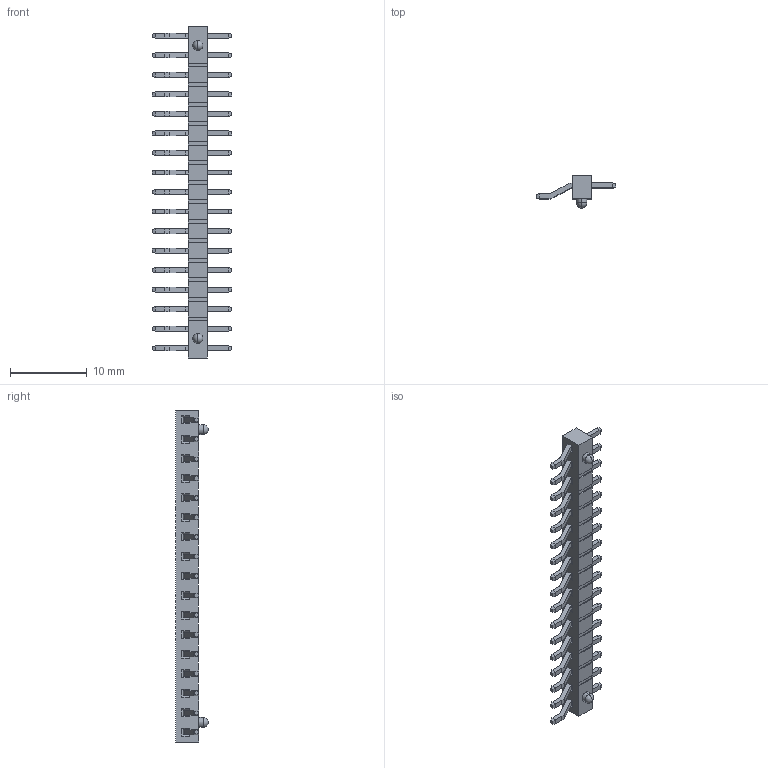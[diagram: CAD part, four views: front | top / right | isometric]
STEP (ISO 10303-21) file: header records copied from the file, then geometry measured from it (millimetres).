
FILE_DESCRIPTION (( 'STEP AP203' ), '1' );
FILE_NAME ('BG035-17X-1-0320-0180-0290-X-X_revD.STEP', '2014-03-04T11:19:41', ( '' ), ( '' ), 'SwSTEP 2.0', 'SolidWorks 2010', '' );
FILE_SCHEMA (( 'CONFIG_CONTROL_DESIGN' ));
Length unit declared in the file: millimetre
Products named in the file (3): BG035-17X-1-0320-0180-0290-X-X_revD; BG035-pin-10.40mm; BG035-insulator-17way 
Assembly tree (18 placements, depth 2):
  BG035-17X-1-0320-0180-0290-X-X_revD
    BG035-pin-10.40mm  x17
    BG035-insulator-17way 
Bounding box: 10.4 x 4.2 x 43.18 mm (x, y, z)
Volume: 380 mm3; surface area: 1061.5 mm2
Topology: 18 solids, 18 shells, 580 faces, 1428 edges, 882 vertices
Faces by surface type: plane 504, cylinder 72, sphere 4
Entity records: 7596 total; most frequent: CARTESIAN_POINT 1215, ORIENTED_EDGE 1176, DIRECTION 1101, EDGE_CURVE 588, LINE 565, VECTOR 565, VERTEX_POINT 366, AXIS2_PLACEMENT_3D 268
